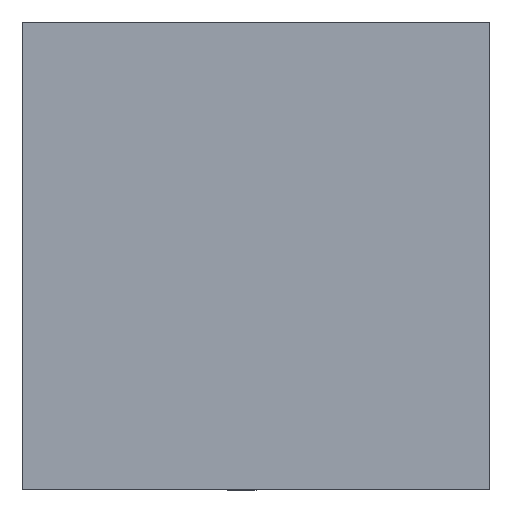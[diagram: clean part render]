
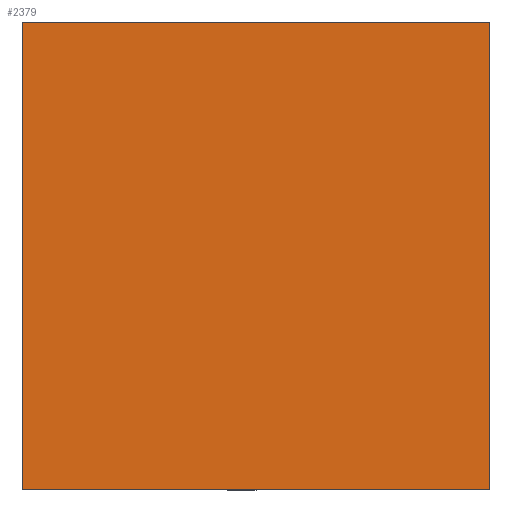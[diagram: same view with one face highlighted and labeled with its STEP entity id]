
A CAD part, top view. The second image highlights one B-rep face of the part: STEP entity #2379.
In plain terms, the highlighted face is planar.
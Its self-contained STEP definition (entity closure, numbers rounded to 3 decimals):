
#411=VERTEX_POINT('',#3451);
#412=VERTEX_POINT('',#3453);
#414=VERTEX_POINT('',#3461);
#435=VERTEX_POINT('',#3509);
#675=VECTOR('',#2840,1.);
#679=VECTOR('',#2846,1.);
#705=VECTOR('',#2874,1.);
#728=VECTOR('',#2912,1.);
#989=LINE('',#3452,#675);
#993=LINE('',#3460,#679);
#1019=LINE('',#3510,#705);
#1042=LINE('',#3551,#728);
#1303=EDGE_CURVE('',#412,#411,#989,.T.);
#1307=EDGE_CURVE('',#414,#412,#993,.T.);
#1333=EDGE_CURVE('',#411,#435,#1019,.T.);
#1356=EDGE_CURVE('',#435,#414,#1042,.T.);
#1968=ORIENTED_EDGE('',*,*,#1333,.T.);
#1969=ORIENTED_EDGE('',*,*,#1356,.T.);
#1970=ORIENTED_EDGE('',*,*,#1307,.T.);
#1971=ORIENTED_EDGE('',*,*,#1303,.T.);
#2135=EDGE_LOOP('',(#1968,#1969,#1970,#1971));
#2257=FACE_BOUND('',#2135,.T.);
#2379=ADVANCED_FACE('',(#2257),#3755,.T.);
#2511=AXIS2_PLACEMENT_3D('',#3608,#2956,$);
#2840=DIRECTION('',(0.,0.,1.));
#2846=DIRECTION('',(-1.,0.,0.));
#2874=DIRECTION('',(1.,0.,0.));
#2912=DIRECTION('',(0.,0.,-1.));
#2956=DIRECTION('',(0.,1.,0.));
#3451=CARTESIAN_POINT('',(-1.65,1.05,1.65));
#3452=CARTESIAN_POINT('',(-1.65,1.05,-1.65));
#3453=CARTESIAN_POINT('',(-1.65,1.05,-1.65));
#3460=CARTESIAN_POINT('',(1.65,1.05,-1.65));
#3461=CARTESIAN_POINT('',(1.65,1.05,-1.65));
#3509=CARTESIAN_POINT('',(1.65,1.05,1.65));
#3510=CARTESIAN_POINT('',(-1.65,1.05,1.65));
#3551=CARTESIAN_POINT('',(1.65,1.05,1.65));
#3608=CARTESIAN_POINT('',(0.,1.05,0.));
#3755=PLANE('',#2511);
